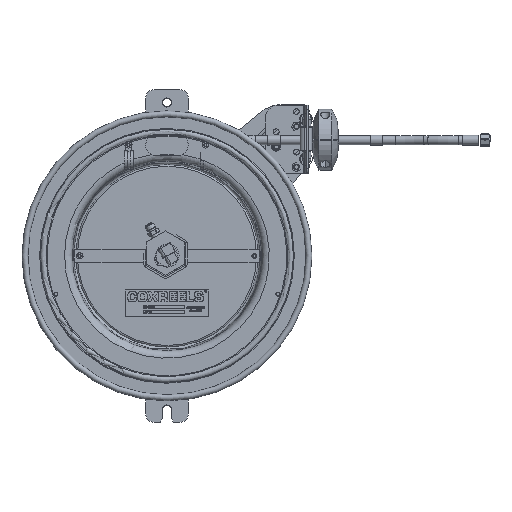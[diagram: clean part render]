
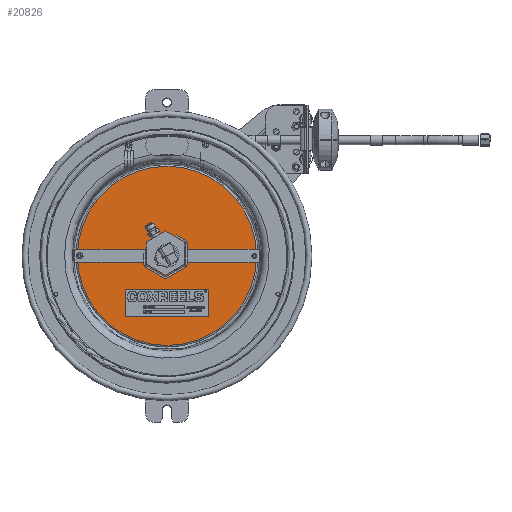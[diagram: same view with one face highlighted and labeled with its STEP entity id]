
A CAD part, top view. The second image highlights one B-rep face of the part: STEP entity #20826.
In plain terms, the highlighted planar face has unit normal (0, 0, 1).
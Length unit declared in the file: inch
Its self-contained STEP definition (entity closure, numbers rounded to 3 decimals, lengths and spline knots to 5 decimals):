
#1325=PLANE('',#21947);
#5845=FACE_BOUND('',#6950,.T.);
#5846=FACE_BOUND('',#6951,.T.);
#5847=FACE_BOUND('',#6952,.T.);
#6193=FACE_OUTER_BOUND('',#6949,.T.);
#6949=EDGE_LOOP('',(#18300));
#6950=EDGE_LOOP('',(#18301));
#6951=EDGE_LOOP('',(#18302));
#6952=EDGE_LOOP('',(#18303));
#7680=CIRCLE('',#21945,5.255);
#7682=CIRCLE('',#21948,0.65);
#7683=CIRCLE('',#21949,0.1);
#7684=CIRCLE('',#21950,0.1);
#10610=VERTEX_POINT('',#35646);
#10612=VERTEX_POINT('',#35651);
#10613=VERTEX_POINT('',#35653);
#10614=VERTEX_POINT('',#35655);
#14253=EDGE_CURVE('',#10610,#10610,#7680,.T.);
#14255=EDGE_CURVE('',#10612,#10612,#7682,.T.);
#14256=EDGE_CURVE('',#10613,#10613,#7683,.T.);
#14257=EDGE_CURVE('',#10614,#10614,#7684,.T.);
#18300=ORIENTED_EDGE('',*,*,#14253,.T.);
#18301=ORIENTED_EDGE('',*,*,#14255,.T.);
#18302=ORIENTED_EDGE('',*,*,#14256,.T.);
#18303=ORIENTED_EDGE('',*,*,#14257,.T.);
#20826=ADVANCED_FACE('',(#6193,#5845,#5846,#5847),#1325,.T.);
#21945=AXIS2_PLACEMENT_3D('',#35647,#25209,#25210);
#21947=AXIS2_PLACEMENT_3D('',#35650,#25213,#25214);
#21948=AXIS2_PLACEMENT_3D('',#35652,#25215,#25216);
#21949=AXIS2_PLACEMENT_3D('',#35654,#25217,#25218);
#21950=AXIS2_PLACEMENT_3D('',#35656,#25219,#25220);
#25209=DIRECTION('center_axis',(0.,0.,
1.));
#25210=DIRECTION('ref_axis',(0.,1.,0.));
#25213=DIRECTION('center_axis',(0.,0.,
1.));
#25214=DIRECTION('ref_axis',(1.,0.,0.));
#25215=DIRECTION('center_axis',(0.,0.,
-1.));
#25216=DIRECTION('ref_axis',(0.,-1.,0.));
#25217=DIRECTION('center_axis',(0.,0.,
-1.));
#25218=DIRECTION('ref_axis',(0.,1.,0.));
#25219=DIRECTION('center_axis',(0.,0.,
-1.));
#25220=DIRECTION('ref_axis',(0.,1.,0.));
#35646=CARTESIAN_POINT('',(0.,5.255,3.1294));
#35647=CARTESIAN_POINT('Origin',(0.,0.,
3.1294));
#35650=CARTESIAN_POINT('Origin',(0.,2.6275,
3.1294));
#35651=CARTESIAN_POINT('',(0.,0.65,3.1294));
#35652=CARTESIAN_POINT('Origin',(0.,0.,
3.1294));
#35653=CARTESIAN_POINT('',(-5.125,0.1,3.1294));
#35654=CARTESIAN_POINT('Origin',(-5.125,0.,
3.1294));
#35655=CARTESIAN_POINT('',(5.125,0.1,3.1294));
#35656=CARTESIAN_POINT('Origin',(5.125,0.,
3.1294));
